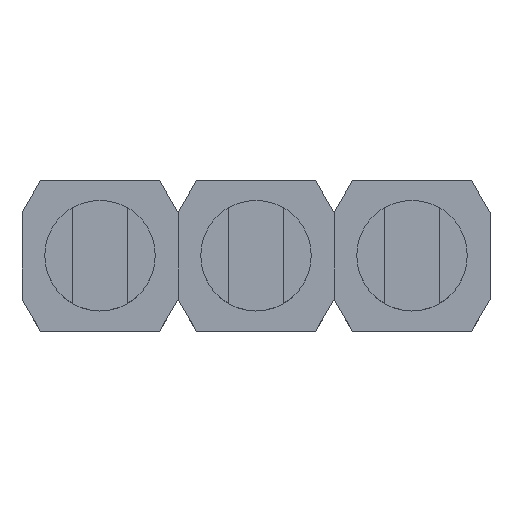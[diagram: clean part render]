
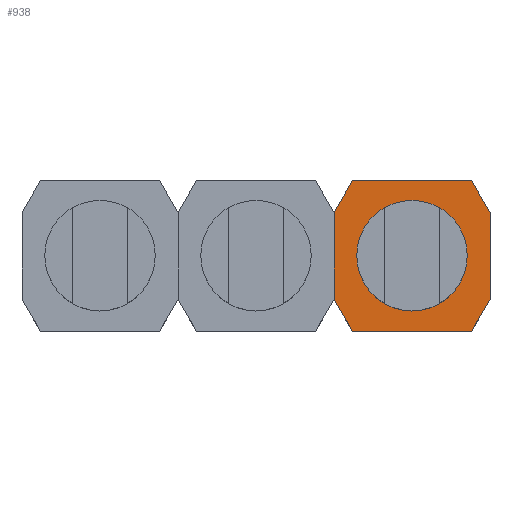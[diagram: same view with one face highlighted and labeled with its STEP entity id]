
A CAD part, top view. The second image highlights one B-rep face of the part: STEP entity #938.
In plain terms, the highlighted planar face has unit normal (0, 0, 1).
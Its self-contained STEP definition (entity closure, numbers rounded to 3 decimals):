
#732=CARTESIAN_POINT('',(6.05,-1.225,1.7));
#733=VERTEX_POINT('',#732);
#740=CARTESIAN_POINT('',(4.11,-1.225,1.7));
#741=VERTEX_POINT('',#740);
#742=CARTESIAN_POINT('',(6.05,-1.225,1.7));
#743=DIRECTION('',(-1.0,0.0,0.0));
#744=VECTOR('',#743,1.94);
#745=LINE('',#742,#744);
#746=EDGE_CURVE('',#733,#741,#745,.T.);
#763=CARTESIAN_POINT('',(3.81,-0.705,1.7));
#764=VERTEX_POINT('',#763);
#765=CARTESIAN_POINT('',(4.11,-1.225,1.7));
#766=DIRECTION('',(-0.5,0.866,0.0));
#767=VECTOR('',#766,0.6);
#768=LINE('',#765,#767);
#769=EDGE_CURVE('',#741,#764,#768,.T.);
#787=CARTESIAN_POINT('',(3.81,0.705,1.7));
#788=VERTEX_POINT('',#787);
#789=CARTESIAN_POINT('',(3.81,-0.705,1.7));
#790=DIRECTION('',(0.0,1.0,0.0));
#791=VECTOR('',#790,1.411);
#792=LINE('',#789,#791);
#793=EDGE_CURVE('',#764,#788,#792,.T.);
#811=CARTESIAN_POINT('',(4.11,1.225,1.7));
#812=VERTEX_POINT('',#811);
#813=CARTESIAN_POINT('',(3.81,0.705,1.7));
#814=DIRECTION('',(0.5,0.866,0.0));
#815=VECTOR('',#814,0.6);
#816=LINE('',#813,#815);
#817=EDGE_CURVE('',#788,#812,#816,.T.);
#838=CARTESIAN_POINT('',(6.05,1.225,1.7));
#839=VERTEX_POINT('',#838);
#840=CARTESIAN_POINT('',(4.11,1.225,1.7));
#841=DIRECTION('',(1.0,0.0,0.0));
#842=VECTOR('',#841,1.94);
#843=LINE('',#840,#842);
#844=EDGE_CURVE('',#812,#839,#843,.T.);
#863=CARTESIAN_POINT('',(6.35,0.705,1.7));
#864=VERTEX_POINT('',#863);
#865=CARTESIAN_POINT('',(6.05,1.225,1.7));
#866=DIRECTION('',(0.5,-0.866,0.0));
#867=VECTOR('',#866,0.6);
#868=LINE('',#865,#867);
#869=EDGE_CURVE('',#839,#864,#868,.T.);
#887=CARTESIAN_POINT('',(6.35,-0.705,1.7));
#888=VERTEX_POINT('',#887);
#889=CARTESIAN_POINT('',(6.35,0.705,1.7));
#890=DIRECTION('',(0.0,-1.0,0.0));
#891=VECTOR('',#890,1.411);
#892=LINE('',#889,#891);
#893=EDGE_CURVE('',#864,#888,#892,.T.);
#911=CARTESIAN_POINT('',(6.35,-0.705,1.7));
#912=DIRECTION('',(-0.5,-0.866,0.0));
#913=VECTOR('',#912,0.6);
#914=LINE('',#911,#913);
#915=EDGE_CURVE('',#888,#733,#914,.T.);
#923=CARTESIAN_POINT('',(5.08,0.0,1.7));
#924=DIRECTION('',(0.0,0.0,1.0));
#925=DIRECTION('',(1.0,0.0,0.0));
#926=AXIS2_PLACEMENT_3D('',#923,#924,#925);
#927=PLANE('',#926);
#928=ORIENTED_EDGE('',*,*,#769,.F.);
#929=ORIENTED_EDGE('',*,*,#746,.F.);
#930=ORIENTED_EDGE('',*,*,#915,.F.);
#931=ORIENTED_EDGE('',*,*,#893,.F.);
#932=ORIENTED_EDGE('',*,*,#869,.F.);
#933=ORIENTED_EDGE('',*,*,#844,.F.);
#934=ORIENTED_EDGE('',*,*,#817,.F.);
#935=ORIENTED_EDGE('',*,*,#793,.F.);
#936=EDGE_LOOP('',(#928,#929,#930,#931,#932,#933,#934,#935));
#937=FACE_OUTER_BOUND('',#936,.T.);
#938=ADVANCED_FACE('',(#937),#927,.T.);
